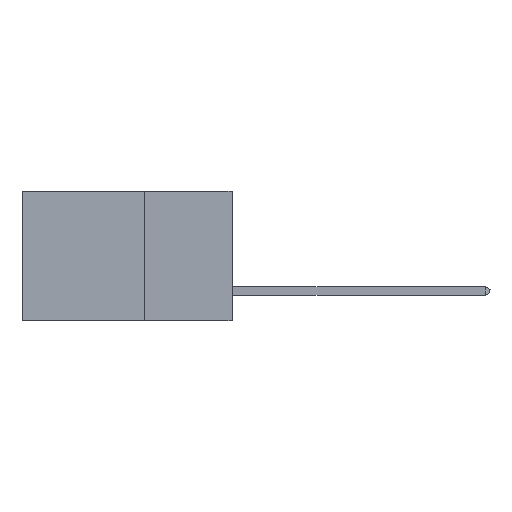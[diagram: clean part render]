
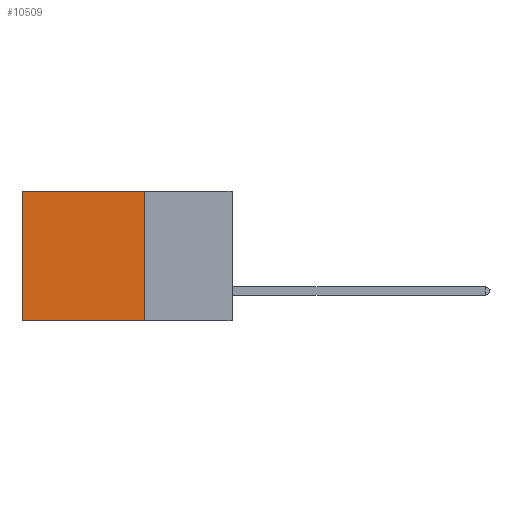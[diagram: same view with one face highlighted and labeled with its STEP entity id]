
A CAD part, left-side view. The second image highlights one B-rep face of the part: STEP entity #10509.
In plain terms, the highlighted planar face has unit normal (-1, 0, 0).
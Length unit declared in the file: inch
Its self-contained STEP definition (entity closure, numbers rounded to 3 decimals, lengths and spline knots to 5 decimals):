
#3008 = FACE_OUTER_BOUND ( 'NONE', #40944, .T. ) ;
#3153 = VERTEX_POINT ( 'NONE', #24853 ) ;
#6057 = DIRECTION ( 'NONE',  ( 0., 0., -1. ) ) ;
#7772 = VERTEX_POINT ( 'NONE', #26602 ) ;
#8708 = ORIENTED_EDGE ( 'NONE', *, *, #9001, .F. ) ;
#9001 = EDGE_CURVE ( 'NONE', #7772, #39498, #39198, .T. ) ;
#10225 = CARTESIAN_POINT ( 'NONE',  ( 0.2875, 0.25, 0. ) ) ;
#10509 = ADVANCED_FACE ( 'NONE', ( #3008 ), #38346, .F. ) ;
#10861 = ORIENTED_EDGE ( 'NONE', *, *, #43103, .T. ) ;
#11749 = ORIENTED_EDGE ( 'NONE', *, *, #22588, .T. ) ;
#13102 = CARTESIAN_POINT ( 'NONE',  ( 0.2875, 0.25, -0.37 ) ) ;
#13939 = DIRECTION ( 'NONE',  ( 0., 1., 0. ) ) ;
#16300 = LINE ( 'NONE', #13102, #37913 ) ;
#17060 = LINE ( 'NONE', #25201, #35414 ) ;
#17106 = DIRECTION ( 'NONE',  ( 1., 0., 0. ) ) ;
#20691 = DIRECTION ( 'NONE',  ( 0., 0., -1. ) ) ;
#22588 = EDGE_CURVE ( 'NONE', #42512, #3153, #17060, .T. ) ;
#24646 = CARTESIAN_POINT ( 'NONE',  ( 0.2875, 0.25, -0.37 ) ) ;
#24853 = CARTESIAN_POINT ( 'NONE',  ( 0.2875, 0.6, -0.37 ) ) ;
#25201 = CARTESIAN_POINT ( 'NONE',  ( 0.2875, 0.6, 0. ) ) ;
#26602 = CARTESIAN_POINT ( 'NONE',  ( 0.2875, 0.25, 0. ) ) ;
#27779 = CARTESIAN_POINT ( 'NONE',  ( 0.2875, 0.6, 0. ) ) ;
#28280 = DIRECTION ( 'NONE',  ( 0., 0., -1. ) ) ;
#29808 = VECTOR ( 'NONE', #6057, 39.37008 ) ;
#31476 = LINE ( 'NONE', #34990, #34797 ) ;
#32755 = ORIENTED_EDGE ( 'NONE', *, *, #34385, .F. ) ;
#34385 = EDGE_CURVE ( 'NONE', #39498, #3153, #16300, .T. ) ;
#34797 = VECTOR ( 'NONE', #13939, 39.37008 ) ;
#34955 = AXIS2_PLACEMENT_3D ( 'NONE', #10225, #17106, #20691 ) ;
#34990 = CARTESIAN_POINT ( 'NONE',  ( 0.2875, 0.25, 0. ) ) ;
#35414 = VECTOR ( 'NONE', #28280, 39.37008 ) ;
#37913 = VECTOR ( 'NONE', #41880, 39.37008 ) ;
#38346 = PLANE ( 'NONE',  #34955 ) ;
#39198 = LINE ( 'NONE', #41011, #29808 ) ;
#39498 = VERTEX_POINT ( 'NONE', #24646 ) ;
#40944 = EDGE_LOOP ( 'NONE', ( #11749, #32755, #8708, #10861 ) ) ;
#41011 = CARTESIAN_POINT ( 'NONE',  ( 0.2875, 0.25, 0. ) ) ;
#41880 = DIRECTION ( 'NONE',  ( 0., 1., 0. ) ) ;
#42512 = VERTEX_POINT ( 'NONE', #27779 ) ;
#43103 = EDGE_CURVE ( 'NONE', #7772, #42512, #31476, .T. ) ;
